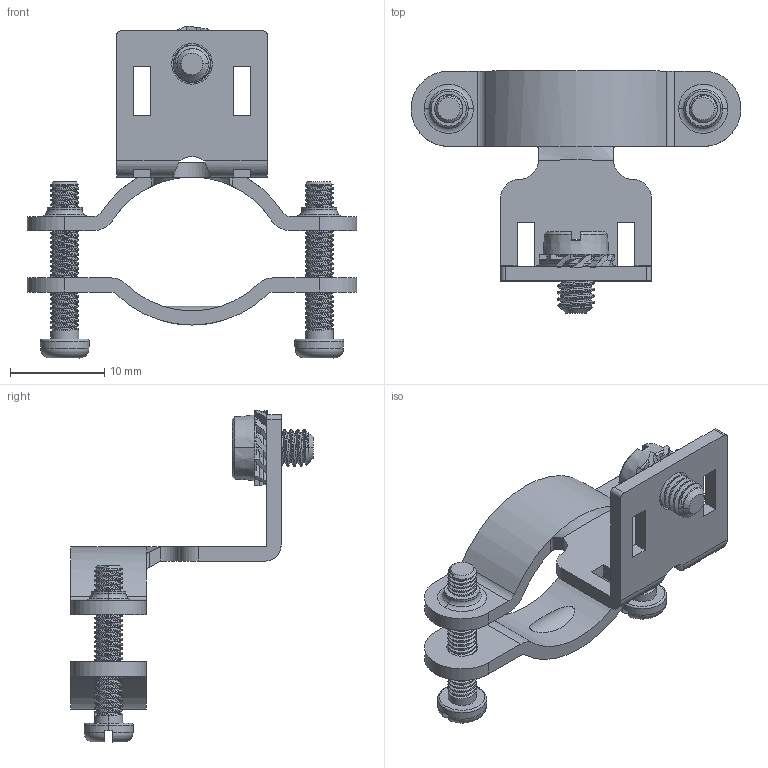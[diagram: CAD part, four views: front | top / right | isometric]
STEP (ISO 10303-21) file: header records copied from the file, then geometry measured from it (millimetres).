
FILE_DESCRIPTION((''),'2;1');
FILE_NAME('CCF-S','2017-08-18T',('lishuang.ye'),(''),'PRO/ENGINEER BY PARAMETRIC TECHNOLOGY CORPORATION, 2010180','PRO/ENGINEER BY PARAMETRIC TECHNOLOGY CORPORATION, 2010180','');
FILE_SCHEMA(('AUTOMOTIVE_DESIGN_CC2 { 1 2 10303 214 -1 1 5 2 }'));
Length unit declared in the file: millimetre
Products named in the file (1): CCF-S
Bounding box: 35 x 25.7 x 35.22 mm (x, y, z)
Volume: 1603.2 mm3; surface area: 3248.9 mm2
Topology: 2 solids, 3 shells, 641 faces, 1964 edges, 1313 vertices
Faces by surface type: cylinder 391, plane 168, bspline 44, cone 22, torus 16
Entity records: 39702 total; most frequent: CARTESIAN_POINT 18838, ORIENTED_EDGE 3924, DIRECTION 2702, EDGE_CURVE 1964, VERTEX_POINT 1313, AXIS2_PLACEMENT_3D 961, B_SPLINE_CURVE_WITH_KNOTS 821, VECTOR 780
